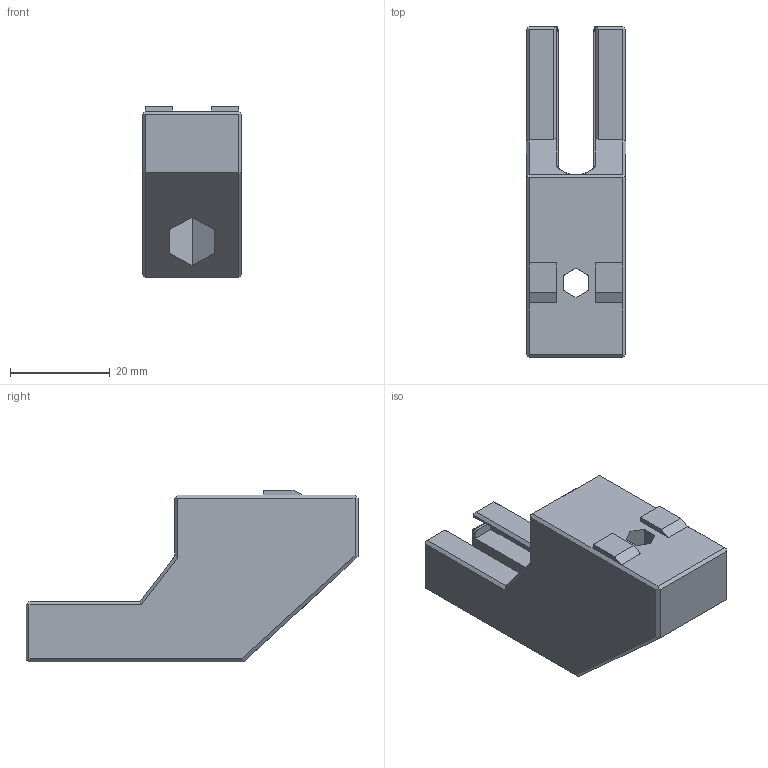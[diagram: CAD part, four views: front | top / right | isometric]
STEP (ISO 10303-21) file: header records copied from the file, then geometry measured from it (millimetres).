
FILE_DESCRIPTION(('STEP AP214'),'1');
FILE_NAME('Euclid_Probe_VCORE3_Dock.stp','2021-09-07T11:46:03',(' '),(' '),'Spatial InterOp 3D',' ',' ');
FILE_SCHEMA(('automotive_design'));
Length unit declared in the file: inch
Products named in the file (1): 1
Bounding box: 20 x 66.42 x 34.39 mm (x, y, z)
Volume: 22340.7 mm3; surface area: 7628.3 mm2
Topology: 1 solids, 1 shells, 136 faces, 352 edges, 219 vertices
Faces by surface type: plane 84, cylinder 38, cone 8, sphere 4, bspline 2
Entity records: 5362 total; most frequent: CARTESIAN_POINT 947, ORIENTED_EDGE 704, DIRECTION 676, EDGE_CURVE 352, LINE 246, VECTOR 246, VERTEX_POINT 219, AXIS2_PLACEMENT_3D 215
